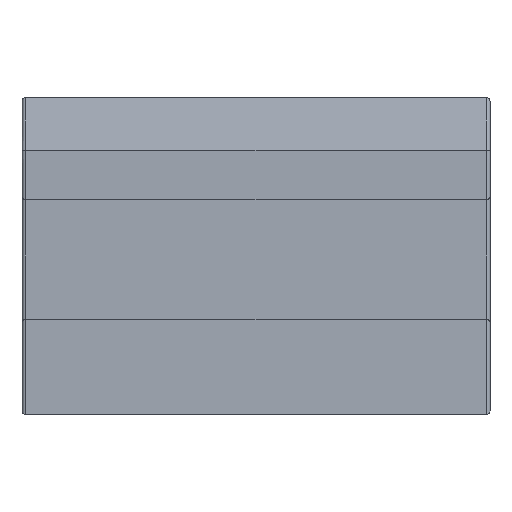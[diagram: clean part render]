
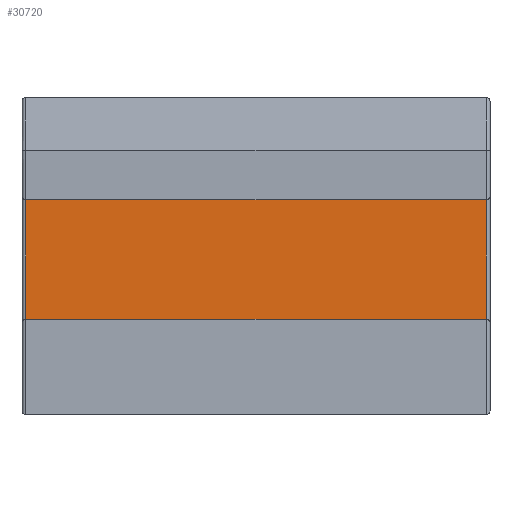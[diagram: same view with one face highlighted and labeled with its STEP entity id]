
A CAD part, front view. The second image highlights one B-rep face of the part: STEP entity #30720.
In plain terms, the highlighted planar face has unit normal (0, -1, 0).
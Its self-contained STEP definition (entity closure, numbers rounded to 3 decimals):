
#239 = LINE ( 'NONE', #7285, #10536 ) ;
#1256 = CARTESIAN_POINT ( 'NONE',  ( -84.5, -25.5, 16. ) ) ;
#2348 = EDGE_CURVE ( 'NONE', #11453, #2621, #239, .T. ) ;
#2621 = VERTEX_POINT ( 'NONE', #42282 ) ;
#3145 = EDGE_CURVE ( 'NONE', #11409, #2621, #18870, .T. ) ;
#4113 = DIRECTION ( 'NONE',  ( 0., 0., 1. ) ) ;
#4409 = ORIENTED_EDGE ( 'NONE', *, *, #11298, .T. ) ;
#5473 = VERTEX_POINT ( 'NONE', #30604 ) ;
#6239 = PLANE ( 'NONE',  #46416 ) ;
#7285 = CARTESIAN_POINT ( 'NONE',  ( -84.5, -25.5, -18. ) ) ;
#10536 = VECTOR ( 'NONE', #35735, 1000. ) ;
#10877 = CARTESIAN_POINT ( 'NONE',  ( 47.5, -25.5, 16. ) ) ;
#11298 = EDGE_CURVE ( 'NONE', #11409, #5473, #28803, .T. ) ;
#11409 = VERTEX_POINT ( 'NONE', #17523 ) ;
#11453 = VERTEX_POINT ( 'NONE', #1256 ) ;
#13281 = DIRECTION ( 'NONE',  ( 0., 1., 0. ) ) ;
#15624 = ORIENTED_EDGE ( 'NONE', *, *, #2348, .T. ) ;
#16305 = ORIENTED_EDGE ( 'NONE', *, *, #38271, .T. ) ;
#16608 = VECTOR ( 'NONE', #30373, 1000. ) ;
#17523 = CARTESIAN_POINT ( 'NONE',  ( 46.5, -25.5, -18. ) ) ;
#18152 = LINE ( 'NONE', #10877, #31873 ) ;
#18870 = LINE ( 'NONE', #30128, #16608 ) ;
#26851 = ORIENTED_EDGE ( 'NONE', *, *, #3145, .F. ) ;
#27612 = DIRECTION ( 'NONE',  ( 1., 0., 0. ) ) ;
#28543 = CARTESIAN_POINT ( 'NONE',  ( 46.5, -25.5, 16. ) ) ;
#28803 = LINE ( 'NONE', #28543, #44359 ) ;
#30128 = CARTESIAN_POINT ( 'NONE',  ( 47.5, -25.5, -18. ) ) ;
#30373 = DIRECTION ( 'NONE',  ( -1., 0., 0. ) ) ;
#30604 = CARTESIAN_POINT ( 'NONE',  ( 46.5, -25.5, 16. ) ) ;
#30720 = ADVANCED_FACE ( 'NONE', ( #31158 ), #6239, .F. ) ;
#31158 = FACE_OUTER_BOUND ( 'NONE', #43061, .T. ) ;
#31873 = VECTOR ( 'NONE', #43984, 1000. ) ;
#35735 = DIRECTION ( 'NONE',  ( 0., 0., -1. ) ) ;
#38271 = EDGE_CURVE ( 'NONE', #5473, #11453, #18152, .T. ) ;
#42282 = CARTESIAN_POINT ( 'NONE',  ( -84.5, -25.5, -18. ) ) ;
#43061 = EDGE_LOOP ( 'NONE', ( #16305, #15624, #26851, #4409 ) ) ;
#43984 = DIRECTION ( 'NONE',  ( -1., 0., 0. ) ) ;
#44359 = VECTOR ( 'NONE', #4113, 1000. ) ;
#45489 = CARTESIAN_POINT ( 'NONE',  ( 47.5, -25.5, -18. ) ) ;
#46416 = AXIS2_PLACEMENT_3D ( 'NONE', #45489, #13281, #27612 ) ;
